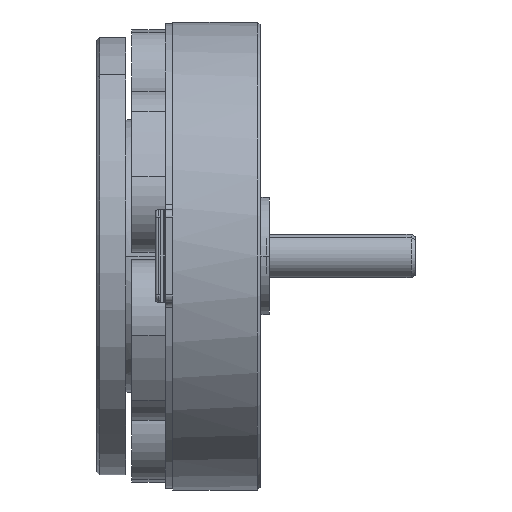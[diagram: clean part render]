
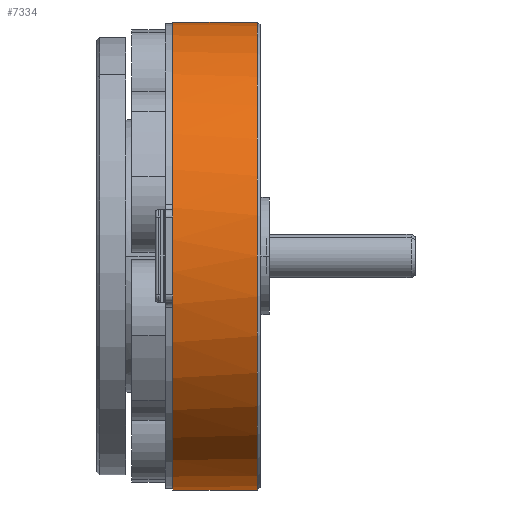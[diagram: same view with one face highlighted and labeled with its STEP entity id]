
A CAD part, left-side view. The second image highlights one B-rep face of the part: STEP entity #7334.
In plain terms, the highlighted cylindrical face has radius 16 mm (diameter 32 mm), a partial arc.
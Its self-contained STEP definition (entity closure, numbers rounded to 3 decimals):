
#870=CARTESIAN_POINT('',(0.,6.,0.));
#871=DIRECTION('',(0.,-1.,0.));
#872=DIRECTION('',(-0.978,0.,0.207));
#873=AXIS2_PLACEMENT_3D('',#870,#871,#872);
#875=DIRECTION('',(0.,-1.,0.));
#876=VECTOR('',#875,5.8);
#877=CARTESIAN_POINT('',(0.,6.,16.));
#878=LINE('',#877,#876);
#879=CARTESIAN_POINT('',(0.,0.2,0.));
#880=DIRECTION('',(0.,-1.,0.));
#881=DIRECTION('',(0.,0.,1.));
#882=AXIS2_PLACEMENT_3D('',#879,#880,#881);
#884=DIRECTION('',(0.,1.,0.));
#885=VECTOR('',#884,5.8);
#886=CARTESIAN_POINT('',(0.,0.2,-16.));
#887=LINE('',#886,#885);
#893=CARTESIAN_POINT('',(0.,6.,0.));
#894=DIRECTION('',(0.,-1.,0.));
#895=DIRECTION('',(-0.978,0.,-0.207));
#896=AXIS2_PLACEMENT_3D('',#893,#894,#895);
#903=CARTESIAN_POINT('',(0.,6.,0.));
#904=DIRECTION('',(0.,-1.,0.));
#905=DIRECTION('',(0.,0.,1.));
#906=AXIS2_PLACEMENT_3D('',#903,#904,#905);
#5138=CARTESIAN_POINT('',(0.,0.2,-16.));
#5139=VERTEX_POINT('',#5138);
#5140=CARTESIAN_POINT('',(0.,0.2,16.));
#5141=VERTEX_POINT('',#5140);
#5142=CARTESIAN_POINT('',(0.,6.,-16.));
#5143=CARTESIAN_POINT('',(0.,6.,16.));
#5144=VERTEX_POINT('',#5142);
#5145=VERTEX_POINT('',#5143);
#5610=CARTESIAN_POINT('',(-15.655,6.,-3.307));
#5612=VERTEX_POINT('',#5610);
#5615=CARTESIAN_POINT('',(-15.655,6.,3.307));
#5616=VERTEX_POINT('',#5615);
#7316=CARTESIAN_POINT('',(0.,6.116,0.));
#7317=DIRECTION('',(0.,-1.,0.));
#7318=DIRECTION('',(0.,0.,-1.));
#7319=AXIS2_PLACEMENT_3D('',#7316,#7317,#7318);
#7320=CYLINDRICAL_SURFACE('',#7319,16.);
#7321=ORIENTED_EDGE('',*,*,#7302,.F.);
#7323=ORIENTED_EDGE('',*,*,#7322,.F.);
#7325=ORIENTED_EDGE('',*,*,#7324,.T.);
#7327=ORIENTED_EDGE('',*,*,#7326,.T.);
#7329=ORIENTED_EDGE('',*,*,#7328,.T.);
#7331=ORIENTED_EDGE('',*,*,#7330,.F.);
#7332=EDGE_LOOP('',(#7321,#7323,#7325,#7327,#7329,#7331));
#7333=FACE_OUTER_BOUND('',#7332,.F.);
#7334=ADVANCED_FACE('',(#7333),#7320,.T.);
#874=CIRCLE('',#873,16.);
#883=CIRCLE('',#882,16.);
#897=CIRCLE('',#896,16.);
#907=CIRCLE('',#906,16.);
#7302=EDGE_CURVE('',#5616,#5612,#874,.T.);
#7322=EDGE_CURVE('',#5145,#5616,#907,.T.);
#7324=EDGE_CURVE('',#5145,#5141,#878,.T.);
#7326=EDGE_CURVE('',#5141,#5139,#883,.T.);
#7328=EDGE_CURVE('',#5139,#5144,#887,.T.);
#7330=EDGE_CURVE('',#5612,#5144,#897,.T.);
